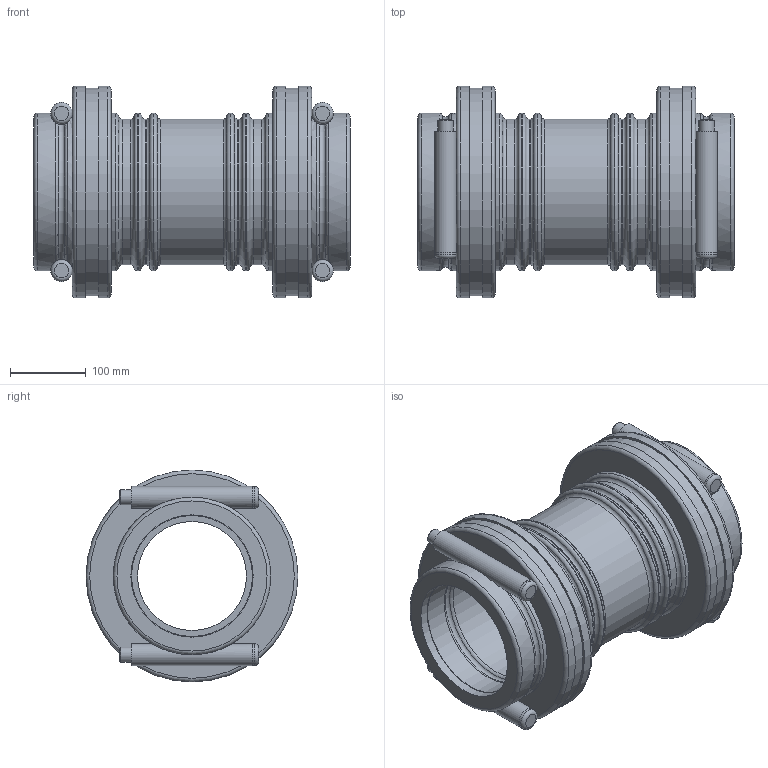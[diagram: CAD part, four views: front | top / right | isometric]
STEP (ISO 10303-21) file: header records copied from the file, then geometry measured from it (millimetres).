
FILE_DESCRIPTION(/* description */ ('PLASSON COUPLER 160-160'),/* implementation_level */ '2;1');
FILE_NAME(/* name */ '070106160_0701061600A.ipt.stp',/* time_stamp */ '2017-06-18T09:23:33+03:00',/* author */ ('KIM'),/* organization */ (''),/* preprocessor_version */ 'ST-DEVELOPER v15.6',/* originating_system */ 'Autodesk Inventor 2015',/* authorisation */ '');
FILE_SCHEMA (('AUTOMOTIVE_DESIGN { 1 0 10303 214 3 1 1 }'));
Length unit declared in the file: millimetre
Products named in the file (1): 070106160_0701061600A
Bounding box: 418 x 280 x 280 mm (x, y, z)
Volume: 8058592.3 mm3; surface area: 719633.7 mm2
Topology: 1 solids, 1 shells, 124 faces, 256 edges, 154 vertices
Faces by surface type: torus 48, cylinder 42, plane 30, cone 4
Full cylindrical faces by diameter (mm): 20.16 x4, 28.6 x4, 28.8 x4, 144 x1, 160 x4, 161.6 x2, 192 x5, 208 x8, 274.4 x2, 280 x4
Entity records: 3264 total; most frequent: CARTESIAN_POINT 973, DIRECTION 502, ORIENTED_EDGE 348, AXIS2_PLACEMENT_3D 247, EDGE_LOOP 220, EDGE_CURVE 166, VERTEX_POINT 138, FACE_OUTER_BOUND 124
